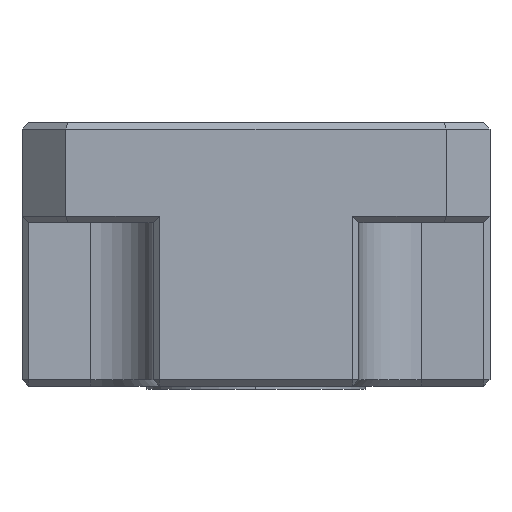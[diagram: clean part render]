
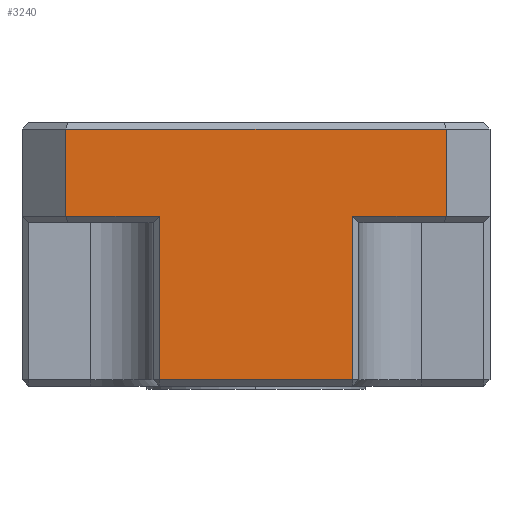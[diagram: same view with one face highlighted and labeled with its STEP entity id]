
A CAD part, left-side view. The second image highlights one B-rep face of the part: STEP entity #3240.
In plain terms, the highlighted planar face has unit normal (-1, 0, 0).
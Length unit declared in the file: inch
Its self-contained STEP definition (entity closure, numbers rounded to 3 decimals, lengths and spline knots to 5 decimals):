
#51 = VECTOR ( 'NONE', #747, 39.37008 ) ;
#90 = CARTESIAN_POINT ( 'NONE',  ( -0.28206, 0.71551, 0.89096 ) ) ;
#123 = EDGE_CURVE ( 'NONE', #2997, #1406, #4481, .T. ) ;
#187 = ORIENTED_EDGE ( 'NONE', *, *, #123, .T. ) ;
#295 = ORIENTED_EDGE ( 'NONE', *, *, #3491, .T. ) ;
#367 = VERTEX_POINT ( 'NONE', #90 ) ;
#404 = DIRECTION ( 'NONE',  ( 0., 0., -1. ) ) ;
#442 = DIRECTION ( 'NONE',  ( 0., 0., 1. ) ) ;
#444 = CARTESIAN_POINT ( 'NONE',  ( -0.28206, 0.86551, 1.03096 ) ) ;
#491 = ORIENTED_EDGE ( 'NONE', *, *, #4902, .T. ) ;
#647 = DIRECTION ( 'NONE',  ( 0., 0., 1. ) ) ;
#746 = VERTEX_POINT ( 'NONE', #4800 ) ;
#747 = DIRECTION ( 'NONE',  ( 0., 0., 1. ) ) ;
#793 = VECTOR ( 'NONE', #647, 39.37008 ) ;
#795 = VERTEX_POINT ( 'NONE', #1363 ) ;
#960 = CARTESIAN_POINT ( 'NONE',  ( -0.28206, 0.40551, 0.62896 ) ) ;
#1068 = EDGE_CURVE ( 'NONE', #367, #4851, #4176, .T. ) ;
#1146 = LINE ( 'NONE', #4970, #4824 ) ;
#1160 = LINE ( 'NONE', #2406, #3680 ) ;
#1224 = CARTESIAN_POINT ( 'NONE',  ( -0.28206, 0.71551, 0.62896 ) ) ;
#1363 = CARTESIAN_POINT ( 'NONE',  ( -0.28206, 0.25551, 1.03096 ) ) ;
#1406 = VERTEX_POINT ( 'NONE', #5440 ) ;
#1657 = DIRECTION ( 'NONE',  ( 0., 0., -1. ) ) ;
#1686 = LINE ( 'NONE', #5428, #4132 ) ;
#1874 = ORIENTED_EDGE ( 'NONE', *, *, #3549, .T. ) ;
#1967 = DIRECTION ( 'NONE',  ( 0., -1., 0. ) ) ;
#2083 = FACE_OUTER_BOUND ( 'NONE', #4141, .T. ) ;
#2194 = DIRECTION ( 'NONE',  ( -1., 0., 0. ) ) ;
#2252 = VECTOR ( 'NONE', #4994, 39.37008 ) ;
#2302 = EDGE_CURVE ( 'NONE', #4618, #746, #1686, .T. ) ;
#2406 = CARTESIAN_POINT ( 'NONE',  ( -0.28206, 0.18551, 0.89096 ) ) ;
#2997 = VERTEX_POINT ( 'NONE', #960 ) ;
#3217 = LINE ( 'NONE', #4913, #51 ) ;
#3240 = ADVANCED_FACE ( 'NONE', ( #2083 ), #5467, .T. ) ;
#3491 = EDGE_CURVE ( 'NONE', #4616, #795, #3217, .T. ) ;
#3535 = ORIENTED_EDGE ( 'NONE', *, *, #3791, .T. ) ;
#3549 = EDGE_CURVE ( 'NONE', #4851, #2997, #5488, .T. ) ;
#3638 = VECTOR ( 'NONE', #1657, 39.37008 ) ;
#3680 = VECTOR ( 'NONE', #1967, 39.37008 ) ;
#3713 = DIRECTION ( 'NONE',  ( 0., -1., 0. ) ) ;
#3791 = EDGE_CURVE ( 'NONE', #1406, #4616, #1160, .T. ) ;
#3799 = AXIS2_PLACEMENT_3D ( 'NONE', #4217, #2194, #442 ) ;
#3841 = CARTESIAN_POINT ( 'NONE',  ( -0.28206, 0.18551, 0.62896 ) ) ;
#3966 = ORIENTED_EDGE ( 'NONE', *, *, #2302, .T. ) ;
#4101 = LINE ( 'NONE', #5411, #2252 ) ;
#4132 = VECTOR ( 'NONE', #404, 39.37008 ) ;
#4141 = EDGE_LOOP ( 'NONE', ( #3966, #491, #4477, #1874, #187, #3535, #295, #4605 ) ) ;
#4176 = LINE ( 'NONE', #5102, #3638 ) ;
#4217 = CARTESIAN_POINT ( 'NONE',  ( -0.28206, 0.18551, 0.61896 ) ) ;
#4246 = CARTESIAN_POINT ( 'NONE',  ( -0.28206, 0.25551, 0.89096 ) ) ;
#4453 = CARTESIAN_POINT ( 'NONE',  ( -0.28206, 0.40551, 0.88096 ) ) ;
#4477 = ORIENTED_EDGE ( 'NONE', *, *, #1068, .T. ) ;
#4481 = LINE ( 'NONE', #4453, #793 ) ;
#4605 = ORIENTED_EDGE ( 'NONE', *, *, #4946, .T. ) ;
#4616 = VERTEX_POINT ( 'NONE', #4246 ) ;
#4618 = VERTEX_POINT ( 'NONE', #444 ) ;
#4744 = VECTOR ( 'NONE', #5020, 39.37008 ) ;
#4800 = CARTESIAN_POINT ( 'NONE',  ( -0.28206, 0.86551, 0.89096 ) ) ;
#4824 = VECTOR ( 'NONE', #3713, 39.37008 ) ;
#4851 = VERTEX_POINT ( 'NONE', #1224 ) ;
#4902 = EDGE_CURVE ( 'NONE', #746, #367, #1146, .T. ) ;
#4913 = CARTESIAN_POINT ( 'NONE',  ( -0.28206, 0.25551, 0.61896 ) ) ;
#4946 = EDGE_CURVE ( 'NONE', #795, #4618, #4101, .T. ) ;
#4970 = CARTESIAN_POINT ( 'NONE',  ( -0.28206, 0.18551, 0.89096 ) ) ;
#4994 = DIRECTION ( 'NONE',  ( 0., 1., 0. ) ) ;
#5020 = DIRECTION ( 'NONE',  ( 0., -1., 0. ) ) ;
#5102 = CARTESIAN_POINT ( 'NONE',  ( -0.28206, 0.71551, 0.61896 ) ) ;
#5411 = CARTESIAN_POINT ( 'NONE',  ( -0.28206, 0.86551, 1.03096 ) ) ;
#5428 = CARTESIAN_POINT ( 'NONE',  ( -0.28206, 0.86551, 0.61896 ) ) ;
#5440 = CARTESIAN_POINT ( 'NONE',  ( -0.28206, 0.40551, 0.89096 ) ) ;
#5467 = PLANE ( 'NONE',  #3799 ) ;
#5488 = LINE ( 'NONE', #3841, #4744 ) ;
